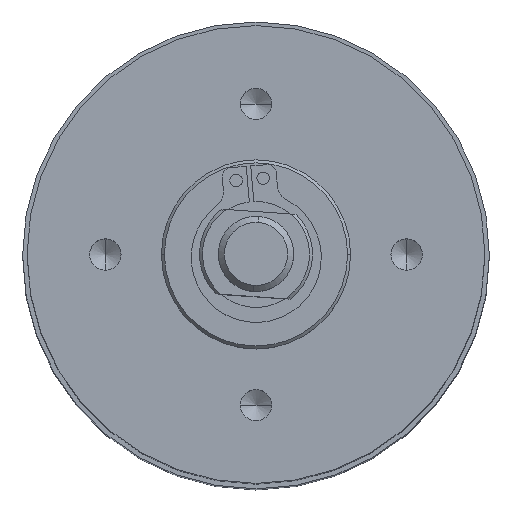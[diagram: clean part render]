
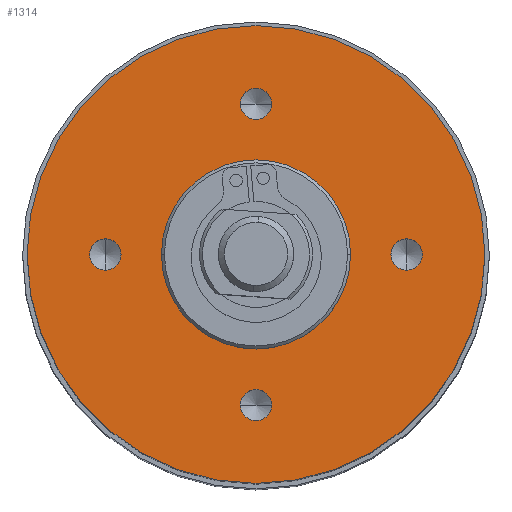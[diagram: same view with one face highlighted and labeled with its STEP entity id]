
A CAD part, top view. The second image highlights one B-rep face of the part: STEP entity #1314.
In plain terms, the highlighted planar face has unit normal (0, 0, 1).
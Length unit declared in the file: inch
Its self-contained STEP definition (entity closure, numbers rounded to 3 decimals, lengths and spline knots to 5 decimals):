
#228=CARTESIAN_POINT('',(-0.76,0.,1.505));
#229=VERTEX_POINT('',#228);
#245=CARTESIAN_POINT('',(0.76,0.,1.505));
#246=VERTEX_POINT('',#245);
#253=CARTESIAN_POINT('',(0.0,0.0,1.505));
#254=DIRECTION('',(0.0,0.0,-1.0));
#255=DIRECTION('',(-1.0,0.0,0.0));
#256=AXIS2_PLACEMENT_3D('',#253,#254,#255);
#257=CIRCLE('',#256,0.76);
#258=EDGE_CURVE('',#246,#229,#257,.T.);
#367=CARTESIAN_POINT('',(0.052,0.5,1.505));
#368=VERTEX_POINT('',#367);
#384=CARTESIAN_POINT('',(-0.052,0.5,1.505));
#385=VERTEX_POINT('',#384);
#392=CARTESIAN_POINT('',(0.0,0.5,1.505));
#393=DIRECTION('',(0.0,0.0,-1.0));
#394=DIRECTION('',(1.0,0.0,0.0));
#395=AXIS2_PLACEMENT_3D('',#392,#393,#394);
#396=CIRCLE('',#395,0.052);
#397=EDGE_CURVE('',#368,#385,#396,.T.);
#480=CARTESIAN_POINT('',(-0.5,0.052,1.505));
#481=VERTEX_POINT('',#480);
#497=CARTESIAN_POINT('',(-0.5,-0.052,1.505));
#498=VERTEX_POINT('',#497);
#505=CARTESIAN_POINT('',(-0.5,0.,1.505));
#506=DIRECTION('',(0.0,0.0,-1.0));
#507=DIRECTION('',(0.0,1.0,0.0));
#508=AXIS2_PLACEMENT_3D('',#505,#506,#507);
#509=CIRCLE('',#508,0.052);
#510=EDGE_CURVE('',#481,#498,#509,.T.);
#593=CARTESIAN_POINT('',(-0.052,-0.5,1.505));
#594=VERTEX_POINT('',#593);
#610=CARTESIAN_POINT('',(0.052,-0.5,1.505));
#611=VERTEX_POINT('',#610);
#618=CARTESIAN_POINT('',(0.,-0.5,1.505));
#619=DIRECTION('',(0.0,0.0,-1.0));
#620=DIRECTION('',(-1.0,0.0,0.0));
#621=AXIS2_PLACEMENT_3D('',#618,#619,#620);
#622=CIRCLE('',#621,0.052);
#623=EDGE_CURVE('',#594,#611,#622,.T.);
#706=CARTESIAN_POINT('',(0.5,-0.052,1.505));
#707=VERTEX_POINT('',#706);
#723=CARTESIAN_POINT('',(0.5,0.052,1.505));
#724=VERTEX_POINT('',#723);
#731=CARTESIAN_POINT('',(0.5,0.,1.505));
#732=DIRECTION('',(0.0,0.0,-1.0));
#733=DIRECTION('',(0.0,-1.0,0.0));
#734=AXIS2_PLACEMENT_3D('',#731,#732,#733);
#735=CIRCLE('',#734,0.052);
#736=EDGE_CURVE('',#707,#724,#735,.T.);
#796=CARTESIAN_POINT('',(-0.314,0.,1.505));
#797=VERTEX_POINT('',#796);
#806=CARTESIAN_POINT('',(0.314,0.,1.505));
#807=VERTEX_POINT('',#806);
#808=CARTESIAN_POINT('',(0.0,0.0,1.505));
#809=DIRECTION('',(0.0,0.0,-1.0));
#810=DIRECTION('',(-1.0,0.0,0.0));
#811=AXIS2_PLACEMENT_3D('',#808,#809,#810);
#812=CIRCLE('',#811,0.314);
#813=EDGE_CURVE('',#807,#797,#812,.T.);
#907=CARTESIAN_POINT('',(0.0,0.0,1.505));
#908=DIRECTION('',(0.0,0.0,-1.0));
#909=DIRECTION('',(-1.0,0.0,0.0));
#910=AXIS2_PLACEMENT_3D('',#907,#908,#909);
#911=CIRCLE('',#910,0.314);
#912=EDGE_CURVE('',#797,#807,#911,.T.);
#976=CARTESIAN_POINT('',(0.5,0.,1.505));
#977=DIRECTION('',(0.0,0.0,-1.0));
#978=DIRECTION('',(0.0,-1.0,0.0));
#979=AXIS2_PLACEMENT_3D('',#976,#977,#978);
#980=CIRCLE('',#979,0.052);
#981=EDGE_CURVE('',#724,#707,#980,.T.);
#1047=CARTESIAN_POINT('',(0.,-0.5,1.505));
#1048=DIRECTION('',(0.0,0.0,-1.0));
#1049=DIRECTION('',(-1.0,0.0,0.0));
#1050=AXIS2_PLACEMENT_3D('',#1047,#1048,#1049);
#1051=CIRCLE('',#1050,0.052);
#1052=EDGE_CURVE('',#611,#594,#1051,.T.);
#1118=CARTESIAN_POINT('',(-0.5,0.,1.505));
#1119=DIRECTION('',(0.0,0.0,-1.0));
#1120=DIRECTION('',(0.0,1.0,0.0));
#1121=AXIS2_PLACEMENT_3D('',#1118,#1119,#1120);
#1122=CIRCLE('',#1121,0.052);
#1123=EDGE_CURVE('',#498,#481,#1122,.T.);
#1189=CARTESIAN_POINT('',(0.0,0.5,1.505));
#1190=DIRECTION('',(0.0,0.0,-1.0));
#1191=DIRECTION('',(1.0,0.0,0.0));
#1192=AXIS2_PLACEMENT_3D('',#1189,#1190,#1191);
#1193=CIRCLE('',#1192,0.052);
#1194=EDGE_CURVE('',#385,#368,#1193,.T.);
#1279=CARTESIAN_POINT('',(0.0,0.0,1.505));
#1280=DIRECTION('',(0.0,0.0,-1.0));
#1281=DIRECTION('',(-1.0,0.0,0.0));
#1282=AXIS2_PLACEMENT_3D('',#1279,#1280,#1281);
#1283=PLANE('',#1282);
#1284=ORIENTED_EDGE('',*,*,#258,.F.);
#1285=CARTESIAN_POINT('',(0.0,0.0,1.505));
#1286=DIRECTION('',(0.0,0.0,-1.0));
#1287=DIRECTION('',(-1.0,0.0,0.0));
#1288=AXIS2_PLACEMENT_3D('',#1285,#1286,#1287);
#1289=CIRCLE('',#1288,0.76);
#1290=EDGE_CURVE('',#229,#246,#1289,.T.);
#1291=ORIENTED_EDGE('',*,*,#1290,.F.);
#1292=EDGE_LOOP('',(#1284,#1291));
#1293=FACE_OUTER_BOUND('',#1292,.T.);
#1294=ORIENTED_EDGE('',*,*,#736,.T.);
#1295=ORIENTED_EDGE('',*,*,#981,.T.);
#1296=EDGE_LOOP('',(#1294,#1295));
#1297=FACE_BOUND('',#1296,.T.);
#1298=ORIENTED_EDGE('',*,*,#623,.T.);
#1299=ORIENTED_EDGE('',*,*,#1052,.T.);
#1300=EDGE_LOOP('',(#1298,#1299));
#1301=FACE_BOUND('',#1300,.T.);
#1302=ORIENTED_EDGE('',*,*,#510,.T.);
#1303=ORIENTED_EDGE('',*,*,#1123,.T.);
#1304=EDGE_LOOP('',(#1302,#1303));
#1305=FACE_BOUND('',#1304,.T.);
#1306=ORIENTED_EDGE('',*,*,#397,.T.);
#1307=ORIENTED_EDGE('',*,*,#1194,.T.);
#1308=EDGE_LOOP('',(#1306,#1307));
#1309=FACE_BOUND('',#1308,.T.);
#1310=ORIENTED_EDGE('',*,*,#813,.T.);
#1311=ORIENTED_EDGE('',*,*,#912,.T.);
#1312=EDGE_LOOP('',(#1310,#1311));
#1313=FACE_BOUND('',#1312,.T.);
#1314=ADVANCED_FACE('',(#1293,#1297,#1301,#1305,#1309,#1313),#1283,.F.);
